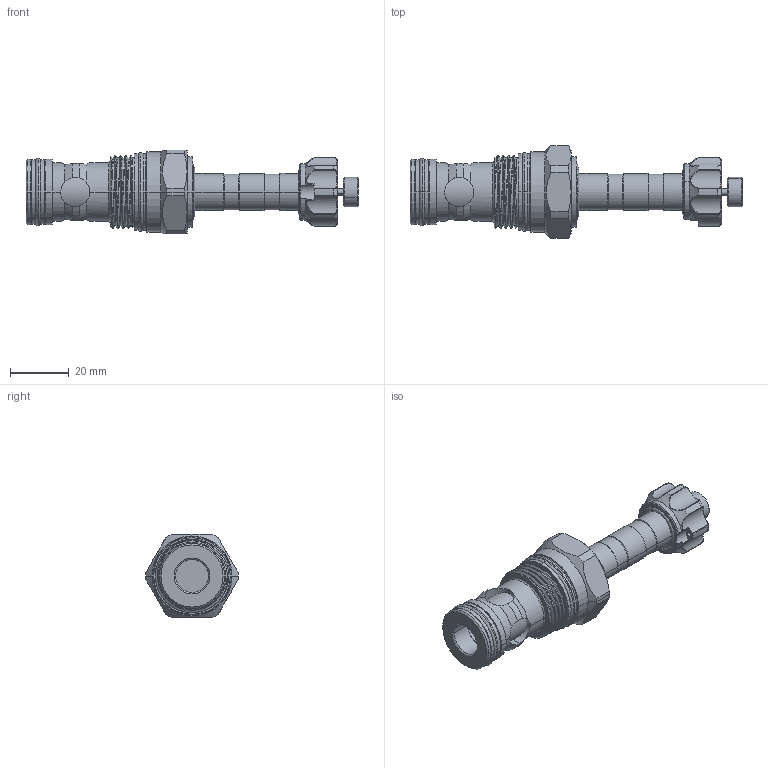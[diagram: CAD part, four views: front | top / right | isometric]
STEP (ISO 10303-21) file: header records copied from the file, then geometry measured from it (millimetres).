
FILE_DESCRIPTION (( 'STEP AP203' ), '1' );
FILE_NAME ('EP5A2A09P05.STEP', '2020-04-16T03:30:34', ( '' ), ( '' ), 'SwSTEP 2.0', 'SolidWorks 2018', '' );
FILE_SCHEMA (( 'CONFIG_CONTROL_DESIGN' ));
Length unit declared in the file: millimetre
Products named in the file (1): EP5A2A09P05
Bounding box: 113.4 x 31.6 x 28.57 mm (x, y, z)
Volume: 33606.8 mm3; surface area: 12171.1 mm2
Topology: 7 solids, 7 shells, 325 faces, 778 edges, 478 vertices
Faces by surface type: cylinder 150, cone 52, torus 51, bspline 37, plane 35
Entity records: 15045 total; most frequent: CARTESIAN_POINT 7763, ORIENTED_EDGE 1552, DIRECTION 1488, EDGE_CURVE 776, AXIS2_PLACEMENT_3D 650, VERTEX_POINT 478, CIRCLE 361, EDGE_LOOP 352
